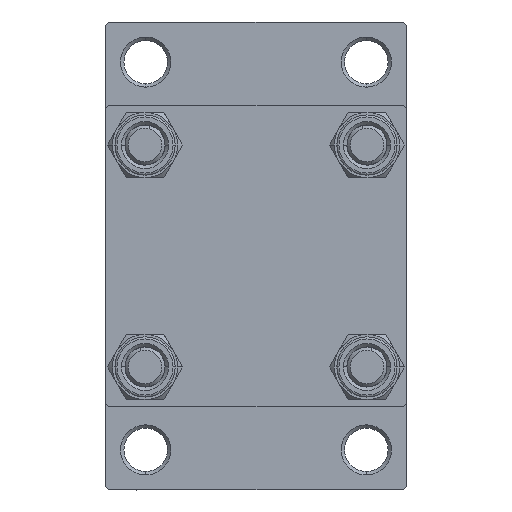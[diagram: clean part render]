
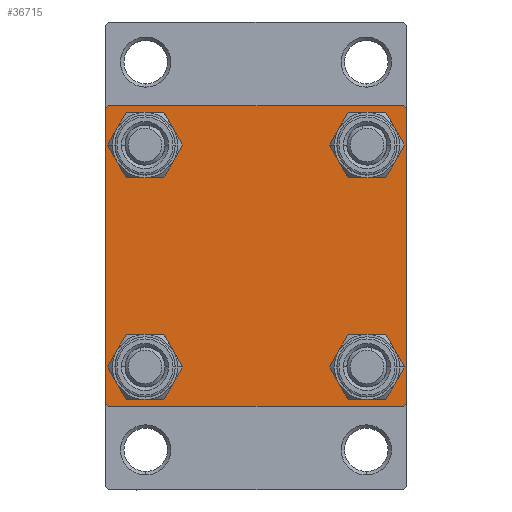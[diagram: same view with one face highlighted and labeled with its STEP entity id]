
A CAD part, left-side view. The second image highlights one B-rep face of the part: STEP entity #36715.
In plain terms, the highlighted planar face has unit normal (-1, 0, 0).
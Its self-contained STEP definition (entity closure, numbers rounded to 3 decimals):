
#1 = CIRCLE ( 'NONE', #26906, 3.5 ) ;
#548 = DIRECTION ( 'NONE',  ( 0., 0.707, 0.707 ) ) ;
#753 = CIRCLE ( 'NONE', #7665, 3.5 ) ;
#1928 = CARTESIAN_POINT ( 'NONE',  ( 0., 16.6, -16.6 ) ) ;
#2023 = ORIENTED_EDGE ( 'NONE', *, *, #43313, .T. ) ;
#2074 = CARTESIAN_POINT ( 'NONE',  ( 0., -22., -22.5 ) ) ;
#2452 = DIRECTION ( 'NONE',  ( 0., 0., 1. ) ) ;
#2459 = LINE ( 'NONE', #17152, #39731 ) ;
#2510 = EDGE_LOOP ( 'NONE', ( #14391, #3400 ) ) ;
#2956 = CIRCLE ( 'NONE', #11433, 3.5 ) ;
#3178 = FACE_BOUND ( 'NONE', #33558, .T. ) ;
#3400 = ORIENTED_EDGE ( 'NONE', *, *, #46234, .T. ) ;
#3462 = VERTEX_POINT ( 'NONE', #14763 ) ;
#3653 = DIRECTION ( 'NONE',  ( 1., 0., 0. ) ) ;
#4255 = DIRECTION ( 'NONE',  ( 1., 0., 0. ) ) ;
#4574 = AXIS2_PLACEMENT_3D ( 'NONE', #20122, #27577, #11963 ) ;
#4738 = AXIS2_PLACEMENT_3D ( 'NONE', #21958, #36601, #17162 ) ;
#4763 = ORIENTED_EDGE ( 'NONE', *, *, #8956, .T. ) ;
#4971 = DIRECTION ( 'NONE',  ( 0., 0., 1. ) ) ;
#5106 = CARTESIAN_POINT ( 'NONE',  ( 0., 22., -22.5 ) ) ;
#5430 = DIRECTION ( 'NONE',  ( 0., 0.707, -0.707 ) ) ;
#5679 = VERTEX_POINT ( 'NONE', #8900 ) ;
#5909 = EDGE_CURVE ( 'NONE', #22064, #8497, #45594, .T. ) ;
#6242 = VERTEX_POINT ( 'NONE', #40763 ) ;
#6490 = VERTEX_POINT ( 'NONE', #11613 ) ;
#6936 = DIRECTION ( 'NONE',  ( 1., 0., 0. ) ) ;
#7552 = VECTOR ( 'NONE', #25788, 1000. ) ;
#7584 = CARTESIAN_POINT ( 'NONE',  ( 0., 22., 22.5 ) ) ;
#7665 = AXIS2_PLACEMENT_3D ( 'NONE', #39904, #6936, #11027 ) ;
#7948 = EDGE_CURVE ( 'NONE', #21967, #12753, #29926, .T. ) ;
#8298 = EDGE_CURVE ( 'NONE', #6490, #6242, #753, .T. ) ;
#8386 = EDGE_CURVE ( 'NONE', #11147, #23337, #26119, .T. ) ;
#8497 = VERTEX_POINT ( 'NONE', #23502 ) ;
#8839 = DIRECTION ( 'NONE',  ( 0., -1., 0. ) ) ;
#8900 = CARTESIAN_POINT ( 'NONE',  ( 0., 16.6, 20.1 ) ) ;
#8956 = EDGE_CURVE ( 'NONE', #23337, #11147, #1, .T. ) ;
#9006 = ORIENTED_EDGE ( 'NONE', *, *, #19922, .T. ) ;
#9165 = DIRECTION ( 'NONE',  ( 1., 0., 0. ) ) ;
#9399 = CARTESIAN_POINT ( 'NONE',  ( 0., -22., 22.5 ) ) ;
#10550 = ORIENTED_EDGE ( 'NONE', *, *, #20466, .F. ) ;
#11027 = DIRECTION ( 'NONE',  ( 0., 0., 1. ) ) ;
#11119 = LINE ( 'NONE', #11609, #7552 ) ;
#11147 = VERTEX_POINT ( 'NONE', #21857 ) ;
#11411 = CARTESIAN_POINT ( 'NONE',  ( 0., -22.25, 22.25 ) ) ;
#11433 = AXIS2_PLACEMENT_3D ( 'NONE', #40495, #43634, #11652 ) ;
#11609 = CARTESIAN_POINT ( 'NONE',  ( 0., -22.25, -22.25 ) ) ;
#11613 = CARTESIAN_POINT ( 'NONE',  ( 0., -16.6, -13.1 ) ) ;
#11652 = DIRECTION ( 'NONE',  ( 0., 0., 1. ) ) ;
#11963 = DIRECTION ( 'NONE',  ( 0., 0., 1. ) ) ;
#12753 = VERTEX_POINT ( 'NONE', #38485 ) ;
#13547 = ORIENTED_EDGE ( 'NONE', *, *, #27769, .F. ) ;
#14085 = DIRECTION ( 'NONE',  ( 0., -1., 0. ) ) ;
#14391 = ORIENTED_EDGE ( 'NONE', *, *, #8298, .T. ) ;
#14675 = LINE ( 'NONE', #29330, #31986 ) ;
#14763 = CARTESIAN_POINT ( 'NONE',  ( 0., -22.5, 22. ) ) ;
#15060 = ORIENTED_EDGE ( 'NONE', *, *, #44494, .T. ) ;
#15070 = CIRCLE ( 'NONE', #42711, 3.5 ) ;
#15585 = CARTESIAN_POINT ( 'NONE',  ( 0., -16.6, 16.6 ) ) ;
#15785 = CARTESIAN_POINT ( 'NONE',  ( 0., -22.5, -22. ) ) ;
#15969 = EDGE_CURVE ( 'NONE', #23356, #24697, #17694, .T. ) ;
#16991 = CARTESIAN_POINT ( 'NONE',  ( 0., 22.25, 22.25 ) ) ;
#17152 = CARTESIAN_POINT ( 'NONE',  ( 0., 22.5, 22.5 ) ) ;
#17162 = DIRECTION ( 'NONE',  ( 0., 0., 1. ) ) ;
#17506 = VECTOR ( 'NONE', #548, 1000. ) ;
#17694 = LINE ( 'NONE', #24675, #36441 ) ;
#18350 = DIRECTION ( 'NONE',  ( 0., 0., 1. ) ) ;
#19197 = CARTESIAN_POINT ( 'NONE',  ( 0., 16.6, -13.1 ) ) ;
#19922 = EDGE_CURVE ( 'NONE', #5679, #37781, #15070, .T. ) ;
#20122 = CARTESIAN_POINT ( 'NONE',  ( 0., 16.6, -16.6 ) ) ;
#20466 = EDGE_CURVE ( 'NONE', #22064, #42230, #14675, .T. ) ;
#21281 = ORIENTED_EDGE ( 'NONE', *, *, #5909, .T. ) ;
#21624 = EDGE_LOOP ( 'NONE', ( #9006, #41216 ) ) ;
#21857 = CARTESIAN_POINT ( 'NONE',  ( 0., -16.6, 13.1 ) ) ;
#21958 = CARTESIAN_POINT ( 'NONE',  ( 0., 0., 0. ) ) ;
#21967 = VERTEX_POINT ( 'NONE', #19197 ) ;
#22064 = VERTEX_POINT ( 'NONE', #7584 ) ;
#23337 = VERTEX_POINT ( 'NONE', #30846 ) ;
#23356 = VERTEX_POINT ( 'NONE', #5106 ) ;
#23502 = CARTESIAN_POINT ( 'NONE',  ( 0., 22.5, 22. ) ) ;
#24167 = EDGE_CURVE ( 'NONE', #3462, #42230, #44121, .T. ) ;
#24675 = CARTESIAN_POINT ( 'NONE',  ( 0., 22.5, -22.5 ) ) ;
#24697 = VERTEX_POINT ( 'NONE', #2074 ) ;
#25069 = CARTESIAN_POINT ( 'NONE',  ( 0., 16.6, 16.6 ) ) ;
#25195 = EDGE_CURVE ( 'NONE', #37781, #5679, #2956, .T. ) ;
#25788 = DIRECTION ( 'NONE',  ( 0., -0.707, 0.707 ) ) ;
#26119 = CIRCLE ( 'NONE', #27653, 3.5 ) ;
#26551 = VECTOR ( 'NONE', #32643, 1000. ) ;
#26567 = ORIENTED_EDGE ( 'NONE', *, *, #15969, .T. ) ;
#26906 = AXIS2_PLACEMENT_3D ( 'NONE', #15585, #37455, #30025 ) ;
#27135 = ORIENTED_EDGE ( 'NONE', *, *, #7948, .T. ) ;
#27467 = AXIS2_PLACEMENT_3D ( 'NONE', #36611, #3653, #18350 ) ;
#27577 = DIRECTION ( 'NONE',  ( 1., 0., 0. ) ) ;
#27653 = AXIS2_PLACEMENT_3D ( 'NONE', #44908, #4255, #4971 ) ;
#27769 = EDGE_CURVE ( 'NONE', #3462, #41110, #41058, .T. ) ;
#28271 = AXIS2_PLACEMENT_3D ( 'NONE', #1928, #9165, #35605 ) ;
#29171 = PLANE ( 'NONE',  #4738 ) ;
#29288 = LINE ( 'NONE', #31937, #26551 ) ;
#29330 = CARTESIAN_POINT ( 'NONE',  ( 0., 22.5, 22.5 ) ) ;
#29853 = VECTOR ( 'NONE', #5430, 1000. ) ;
#29926 = CIRCLE ( 'NONE', #4574, 3.5 ) ;
#30025 = DIRECTION ( 'NONE',  ( 0., 0., 1. ) ) ;
#30703 = DIRECTION ( 'NONE',  ( 0., 0., -1. ) ) ;
#30846 = CARTESIAN_POINT ( 'NONE',  ( 0., -16.6, 20.1 ) ) ;
#31635 = VERTEX_POINT ( 'NONE', #41013 ) ;
#31937 = CARTESIAN_POINT ( 'NONE',  ( 0., 22.25, -22.25 ) ) ;
#31986 = VECTOR ( 'NONE', #8839, 1000. ) ;
#32057 = FACE_BOUND ( 'NONE', #2510, .T. ) ;
#32482 = CARTESIAN_POINT ( 'NONE',  ( 0., 16.6, 13.1 ) ) ;
#32643 = DIRECTION ( 'NONE',  ( 0., -0.707, -0.707 ) ) ;
#32761 = FACE_BOUND ( 'NONE', #21624, .T. ) ;
#33558 = EDGE_LOOP ( 'NONE', ( #4763, #42533 ) ) ;
#35605 = DIRECTION ( 'NONE',  ( 0., 0., 1. ) ) ;
#35660 = FACE_BOUND ( 'NONE', #36217, .T. ) ;
#35808 = ORIENTED_EDGE ( 'NONE', *, *, #44420, .T. ) ;
#36217 = EDGE_LOOP ( 'NONE', ( #27135, #2023 ) ) ;
#36441 = VECTOR ( 'NONE', #14085, 1000. ) ;
#36601 = DIRECTION ( 'NONE',  ( -1., 0., 0. ) ) ;
#36611 = CARTESIAN_POINT ( 'NONE',  ( 0., -16.6, -16.6 ) ) ;
#36715 = ADVANCED_FACE ( 'NONE', ( #3178, #32057, #35660, #32761, #47446 ), #29171, .T. ) ;
#37455 = DIRECTION ( 'NONE',  ( 1., 0., 0. ) ) ;
#37781 = VERTEX_POINT ( 'NONE', #32482 ) ;
#38415 = ORIENTED_EDGE ( 'NONE', *, *, #24167, .T. ) ;
#38485 = CARTESIAN_POINT ( 'NONE',  ( 0., 16.6, -20.1 ) ) ;
#38625 = CARTESIAN_POINT ( 'NONE',  ( 0., -22.5, 22.5 ) ) ;
#38910 = EDGE_CURVE ( 'NONE', #31635, #23356, #29288, .T. ) ;
#39731 = VECTOR ( 'NONE', #46730, 1000. ) ;
#39762 = ORIENTED_EDGE ( 'NONE', *, *, #38910, .T. ) ;
#39904 = CARTESIAN_POINT ( 'NONE',  ( 0., -16.6, -16.6 ) ) ;
#40495 = CARTESIAN_POINT ( 'NONE',  ( 0., 16.6, 16.6 ) ) ;
#40763 = CARTESIAN_POINT ( 'NONE',  ( 0., -16.6, -20.1 ) ) ;
#41013 = CARTESIAN_POINT ( 'NONE',  ( 0., 22.5, -22. ) ) ;
#41058 = LINE ( 'NONE', #38625, #42106 ) ;
#41110 = VERTEX_POINT ( 'NONE', #15785 ) ;
#41216 = ORIENTED_EDGE ( 'NONE', *, *, #25195, .T. ) ;
#42057 = CIRCLE ( 'NONE', #27467, 3.5 ) ;
#42106 = VECTOR ( 'NONE', #30703, 1000. ) ;
#42230 = VERTEX_POINT ( 'NONE', #9399 ) ;
#42533 = ORIENTED_EDGE ( 'NONE', *, *, #8386, .T. ) ;
#42711 = AXIS2_PLACEMENT_3D ( 'NONE', #25069, #46719, #2452 ) ;
#43313 = EDGE_CURVE ( 'NONE', #12753, #21967, #43654, .T. ) ;
#43634 = DIRECTION ( 'NONE',  ( 1., 0., 0. ) ) ;
#43638 = EDGE_LOOP ( 'NONE', ( #35808, #39762, #26567, #15060, #13547, #38415, #10550, #21281 ) ) ;
#43654 = CIRCLE ( 'NONE', #28271, 3.5 ) ;
#44121 = LINE ( 'NONE', #11411, #17506 ) ;
#44420 = EDGE_CURVE ( 'NONE', #8497, #31635, #2459, .T. ) ;
#44494 = EDGE_CURVE ( 'NONE', #24697, #41110, #11119, .T. ) ;
#44908 = CARTESIAN_POINT ( 'NONE',  ( 0., -16.6, 16.6 ) ) ;
#45594 = LINE ( 'NONE', #16991, #29853 ) ;
#46234 = EDGE_CURVE ( 'NONE', #6242, #6490, #42057, .T. ) ;
#46719 = DIRECTION ( 'NONE',  ( 1., 0., 0. ) ) ;
#46730 = DIRECTION ( 'NONE',  ( 0., 0., -1. ) ) ;
#47446 = FACE_OUTER_BOUND ( 'NONE', #43638, .T. ) ;
